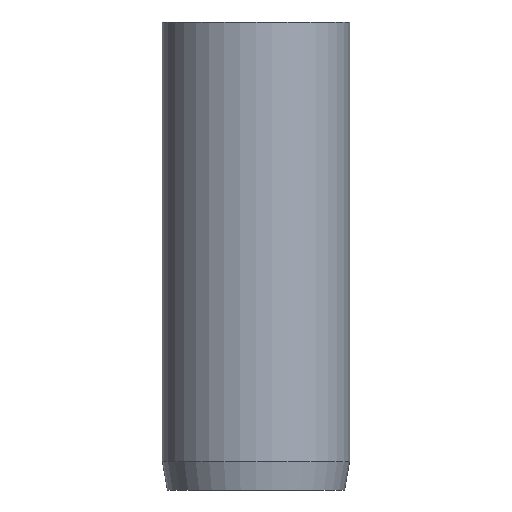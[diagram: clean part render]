
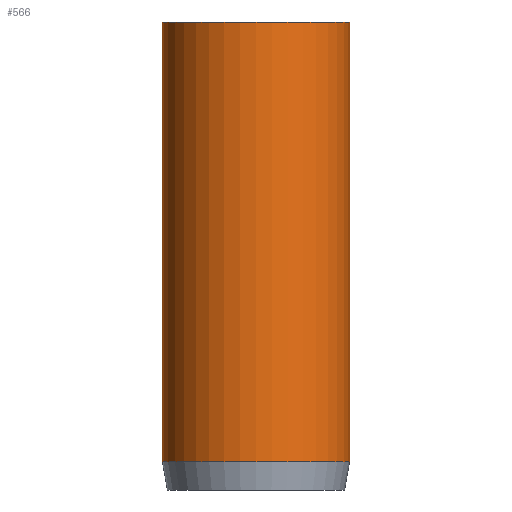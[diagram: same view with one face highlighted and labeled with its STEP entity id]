
A CAD part, front view. The second image highlights one B-rep face of the part: STEP entity #566.
In plain terms, the highlighted cylindrical face has radius 5 mm (diameter 10 mm), a partial arc.
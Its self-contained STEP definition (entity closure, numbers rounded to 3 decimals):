
#11 = DIRECTION ( 'NONE',  ( 0., 0., -1. ) ) ;
#42 = VECTOR ( 'NONE', #621, 1000. ) ;
#72 = LINE ( 'NONE', #183, #746 ) ;
#80 = ORIENTED_EDGE ( 'NONE', *, *, #883, .F. ) ;
#88 = DIRECTION ( 'NONE',  ( 0., 0., 1. ) ) ;
#108 = AXIS2_PLACEMENT_3D ( 'NONE', #809, #282, #915 ) ;
#161 = CARTESIAN_POINT ( 'NONE',  ( 0., 0., 25. ) ) ;
#183 = CARTESIAN_POINT ( 'NONE',  ( 5., 0., 25. ) ) ;
#196 = VERTEX_POINT ( 'NONE', #866 ) ;
#220 = CARTESIAN_POINT ( 'NONE',  ( 5., 0., 1.5 ) ) ;
#254 = DIRECTION ( 'NONE',  ( 0., 0., -1. ) ) ;
#257 = AXIS2_PLACEMENT_3D ( 'NONE', #161, #254, #685 ) ;
#282 = DIRECTION ( 'NONE',  ( 0., 0., 1. ) ) ;
#287 = LINE ( 'NONE', #1000, #42 ) ;
#372 = VERTEX_POINT ( 'NONE', #220 ) ;
#518 = VERTEX_POINT ( 'NONE', #1042 ) ;
#524 = AXIS2_PLACEMENT_3D ( 'NONE', #609, #88, #708 ) ;
#565 = VERTEX_POINT ( 'NONE', #970 ) ;
#566 = ADVANCED_FACE ( 'NONE', ( #711 ), #931, .T. ) ;
#609 = CARTESIAN_POINT ( 'NONE',  ( 0., 0., 1.5 ) ) ;
#621 = DIRECTION ( 'NONE',  ( 0., 0., -1. ) ) ;
#685 = DIRECTION ( 'NONE',  ( -1., 0., 0. ) ) ;
#708 = DIRECTION ( 'NONE',  ( 1., 0., 0. ) ) ;
#711 = FACE_OUTER_BOUND ( 'NONE', #1116, .T. ) ;
#746 = VECTOR ( 'NONE', #11, 1000. ) ;
#809 = CARTESIAN_POINT ( 'NONE',  ( 0., 0., 25. ) ) ;
#824 = EDGE_CURVE ( 'NONE', #196, #372, #72, .T. ) ;
#834 = EDGE_CURVE ( 'NONE', #565, #518, #287, .T. ) ;
#836 = ORIENTED_EDGE ( 'NONE', *, *, #946, .T. ) ;
#866 = CARTESIAN_POINT ( 'NONE',  ( 5., 0., 25. ) ) ;
#883 = EDGE_CURVE ( 'NONE', #565, #196, #976, .T. ) ;
#915 = DIRECTION ( 'NONE',  ( 1., 0., 0. ) ) ;
#922 = CIRCLE ( 'NONE', #524, 5. ) ;
#931 = CYLINDRICAL_SURFACE ( 'NONE', #257, 5. ) ;
#946 = EDGE_CURVE ( 'NONE', #518, #372, #922, .T. ) ;
#970 = CARTESIAN_POINT ( 'NONE',  ( -5., 0., 25. ) ) ;
#976 = CIRCLE ( 'NONE', #108, 5. ) ;
#1000 = CARTESIAN_POINT ( 'NONE',  ( -5., 0., 25. ) ) ;
#1042 = CARTESIAN_POINT ( 'NONE',  ( -5., 0., 1.5 ) ) ;
#1076 = ORIENTED_EDGE ( 'NONE', *, *, #834, .T. ) ;
#1116 = EDGE_LOOP ( 'NONE', ( #1118, #80, #1076, #836 ) ) ;
#1118 = ORIENTED_EDGE ( 'NONE', *, *, #824, .F. ) ;
